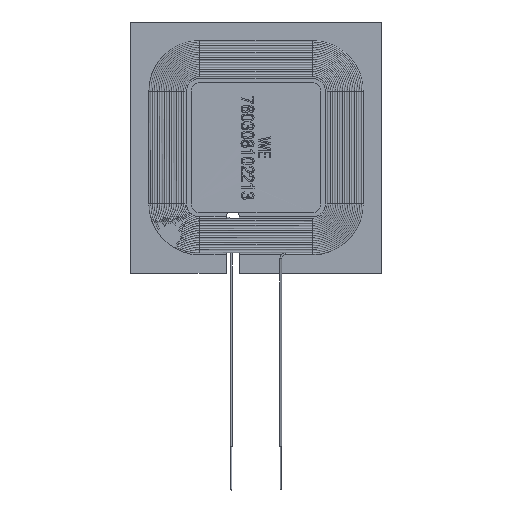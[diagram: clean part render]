
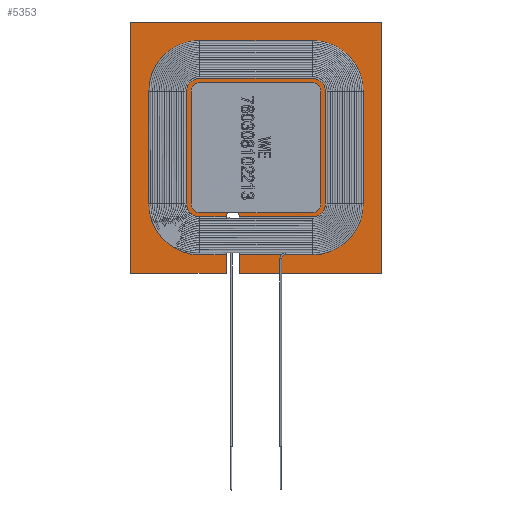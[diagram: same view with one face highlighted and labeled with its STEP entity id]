
A CAD part, top view. The second image highlights one B-rep face of the part: STEP entity #5353.
In plain terms, the highlighted planar face has unit normal (0, 0, 1).
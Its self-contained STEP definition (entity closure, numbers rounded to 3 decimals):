
#705=LINE('',#13209,#957);
#710=LINE('',#13223,#962);
#711=LINE('',#13225,#963);
#712=LINE('',#13227,#964);
#713=LINE('',#13229,#965);
#714=LINE('',#13231,#966);
#715=LINE('',#13233,#967);
#957=VECTOR('',#8465,1000.);
#962=VECTOR('',#8478,1000.);
#963=VECTOR('',#8481,1000.);
#964=VECTOR('',#8482,1000.);
#965=VECTOR('',#8483,1000.);
#966=VECTOR('',#8484,1000.);
#967=VECTOR('',#8485,1000.);
#2265=ORIENTED_EDGE('',*,*,#2945,.F.);
#2266=ORIENTED_EDGE('',*,*,#2948,.F.);
#2267=ORIENTED_EDGE('',*,*,#2949,.F.);
#2268=ORIENTED_EDGE('',*,*,#2950,.F.);
#2269=ORIENTED_EDGE('',*,*,#2951,.F.);
#2270=ORIENTED_EDGE('',*,*,#2952,.F.);
#2271=ORIENTED_EDGE('',*,*,#2953,.F.);
#2272=ORIENTED_EDGE('',*,*,#2941,.F.);
#2941=EDGE_CURVE('',#3457,#3458,#705,.T.);
#2945=EDGE_CURVE('',#3460,#3457,#3654,.T.);
#2948=EDGE_CURVE('',#3462,#3460,#710,.T.);
#2949=EDGE_CURVE('',#3463,#3462,#711,.T.);
#2950=EDGE_CURVE('',#3464,#3463,#712,.T.);
#2951=EDGE_CURVE('',#3465,#3464,#713,.T.);
#2952=EDGE_CURVE('',#3466,#3465,#714,.T.);
#2953=EDGE_CURVE('',#3458,#3466,#715,.T.);
#3457=VERTEX_POINT('',#13208);
#3458=VERTEX_POINT('',#13210);
#3460=VERTEX_POINT('',#13216);
#3462=VERTEX_POINT('',#13222);
#3463=VERTEX_POINT('',#13226);
#3464=VERTEX_POINT('',#13228);
#3465=VERTEX_POINT('',#13230);
#3466=VERTEX_POINT('',#13232);
#3654=CIRCLE('',#7211,0.75);
#4234=EDGE_LOOP('',(#2265,#2266,#2267,#2268,#2269,#2270,#2271,#2272));
#4820=FACE_BOUND('',#4234,.T.);
#4975=PLANE('',#7213);
#5353=ADVANCED_FACE('',(#4820),#4975,.F.);
#7211=AXIS2_PLACEMENT_3D('',#13217,#8472,#8473);
#7213=AXIS2_PLACEMENT_3D('',#13224,#8479,#8480);
#8465=DIRECTION('',(1.,0.,0.));
#8472=DIRECTION('',(0.,0.,1.));
#8473=DIRECTION('',(1.,0.,0.));
#8478=DIRECTION('',(-1.,0.,0.));
#8479=DIRECTION('',(0.,0.,-1.));
#8480=DIRECTION('',(-1.,0.,0.));
#8481=DIRECTION('',(0.,-1.,0.));
#8482=DIRECTION('',(1.,0.,0.));
#8483=DIRECTION('',(0.,1.,0.));
#8484=DIRECTION('',(-1.,0.,0.));
#8485=DIRECTION('',(0.,-1.,0.));
#13208=CARTESIAN_POINT('',(8.,-3.43,0.));
#13209=CARTESIAN_POINT('',(8.,-3.43,0.));
#13210=CARTESIAN_POINT('',(14.5,-3.43,0.));
#13216=CARTESIAN_POINT('',(8.,-1.93,0.));
#13217=CARTESIAN_POINT('',(8.,-2.68,0.));
#13222=CARTESIAN_POINT('',(14.5,-1.93,0.));
#13223=CARTESIAN_POINT('',(14.5,-1.93,0.));
#13224=CARTESIAN_POINT('',(0.,0.,0.));
#13225=CARTESIAN_POINT('',(14.5,14.5,0.));
#13226=CARTESIAN_POINT('',(14.5,14.5,0.));
#13227=CARTESIAN_POINT('',(-14.5,14.5,0.));
#13228=CARTESIAN_POINT('',(-14.5,14.5,0.));
#13229=CARTESIAN_POINT('',(-14.5,-14.5,0.));
#13230=CARTESIAN_POINT('',(-14.5,-14.5,0.));
#13231=CARTESIAN_POINT('',(14.5,-14.5,0.));
#13232=CARTESIAN_POINT('',(14.5,-14.5,0.));
#13233=CARTESIAN_POINT('',(14.5,14.5,0.));
